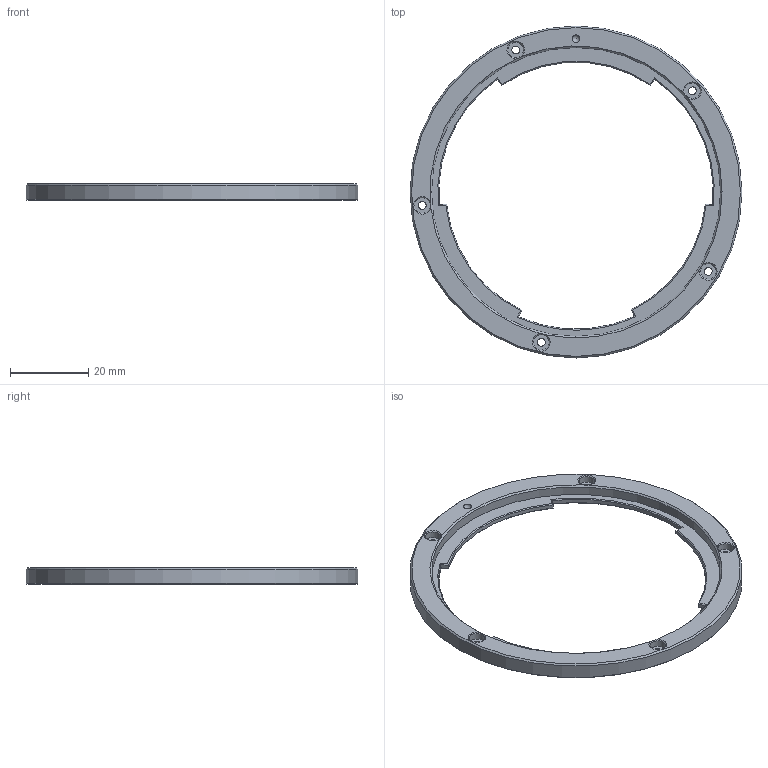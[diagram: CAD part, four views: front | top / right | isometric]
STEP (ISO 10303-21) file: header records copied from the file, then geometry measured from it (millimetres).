
FILE_DESCRIPTION(/* description */ ('Unknown'),/* implementation_level */ '2;1');
FILE_NAME(/* name */ 'mountBodyBase_flange_BS_GFX',/* time_stamp */ '2026-01-13T22:03:46-05:00',/* author */ ('Unknown'),/* organization */ ('Unknown'),/* preprocessor_version */ 'ST-DEVELOPER v18.1',/* originating_system */ 'Solid Edge',/* authorisation */ 'Unknown');
FILE_SCHEMA (('AUTOMOTIVE_DESIGN {1 0 10303 214 3 1 1}'));
Length unit declared in the file: millimetre
Products named in the file (2): dumbAdapter_GFX; mountBodyBase_flange_bronicaS2
Assembly tree (1 placements, depth 2):
  dumbAdapter_GFX
    mountBodyBase_flange_bronicaS2
Bounding box: 85 x 85 x 4.25 mm (x, y, z)
Volume: 6560.2 mm3; surface area: 6060.8 mm2
Topology: 1 solids, 1 shells, 70 faces, 175 edges, 108 vertices
Faces by surface type: plane 26, cone 25, cylinder 18, sphere 1
Full cylindrical faces by diameter (mm): 2 x5, 4 x5, 74 x1, 85 x1
Entity records: 1887 total; most frequent: CARTESIAN_POINT 380, DIRECTION 312, ORIENTED_EDGE 262, AXIS2_PLACEMENT_3D 138, EDGE_CURVE 131, EDGE_LOOP 109, FACE_BOUND 109, VERTEX_POINT 90
